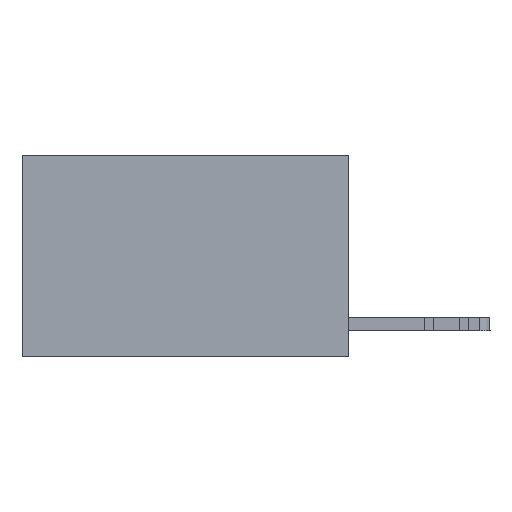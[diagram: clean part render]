
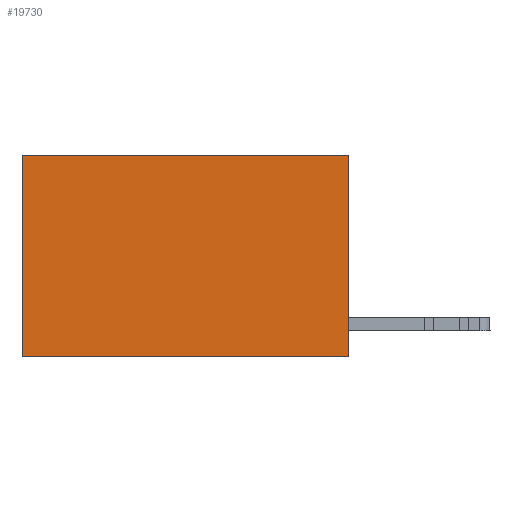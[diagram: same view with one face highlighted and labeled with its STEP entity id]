
A CAD part, left-side view. The second image highlights one B-rep face of the part: STEP entity #19730.
In plain terms, the highlighted planar face has unit normal (-1, 0, 0).
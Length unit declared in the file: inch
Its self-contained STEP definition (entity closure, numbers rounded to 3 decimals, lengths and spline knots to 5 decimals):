
#1079 = CARTESIAN_POINT ( 'NONE',  ( 0.2625, 0.6, -0.37 ) ) ;
#1171 = CARTESIAN_POINT ( 'NONE',  ( 0.2625, 0., 0. ) ) ;
#4147 = ORIENTED_EDGE ( 'NONE', *, *, #11725, .F. ) ;
#4296 = LINE ( 'NONE', #13011, #10512 ) ;
#5696 = ORIENTED_EDGE ( 'NONE', *, *, #14292, .F. ) ;
#7140 = VERTEX_POINT ( 'NONE', #14727 ) ;
#7623 = DIRECTION ( 'NONE',  ( 0., 0., -1. ) ) ;
#8159 = AXIS2_PLACEMENT_3D ( 'NONE', #19568, #10985, #12631 ) ;
#8393 = VERTEX_POINT ( 'NONE', #23559 ) ;
#8435 = DIRECTION ( 'NONE',  ( 0., 0., -1. ) ) ;
#10512 = VECTOR ( 'NONE', #24627, 39.37008 ) ;
#10985 = DIRECTION ( 'NONE',  ( 1., 0., 0. ) ) ;
#11725 = EDGE_CURVE ( 'NONE', #7140, #25454, #19660, .T. ) ;
#11752 = CARTESIAN_POINT ( 'NONE',  ( 0.2625, 0.6, 0. ) ) ;
#12084 = VECTOR ( 'NONE', #28146, 39.37008 ) ;
#12401 = LINE ( 'NONE', #1171, #12084 ) ;
#12456 = CARTESIAN_POINT ( 'NONE',  ( 0.2625, 0., -0.37 ) ) ;
#12631 = DIRECTION ( 'NONE',  ( 0., 0., -1. ) ) ;
#13011 = CARTESIAN_POINT ( 'NONE',  ( 0.2625, 0., -0.37 ) ) ;
#13640 = ORIENTED_EDGE ( 'NONE', *, *, #23436, .T. ) ;
#14292 = EDGE_CURVE ( 'NONE', #25454, #27948, #4296, .T. ) ;
#14727 = CARTESIAN_POINT ( 'NONE',  ( 0.2625, 0., 0. ) ) ;
#15136 = EDGE_LOOP ( 'NONE', ( #13640, #5696, #4147, #23818 ) ) ;
#15153 = VECTOR ( 'NONE', #8435, 39.37008 ) ;
#16263 = VECTOR ( 'NONE', #7623, 39.37008 ) ;
#17514 = FACE_OUTER_BOUND ( 'NONE', #15136, .T. ) ;
#17797 = PLANE ( 'NONE',  #8159 ) ;
#19568 = CARTESIAN_POINT ( 'NONE',  ( 0.2625, 0., 0. ) ) ;
#19660 = LINE ( 'NONE', #28760, #15153 ) ;
#19730 = ADVANCED_FACE ( 'NONE', ( #17514 ), #17797, .F. ) ;
#23436 = EDGE_CURVE ( 'NONE', #8393, #27948, #27799, .T. ) ;
#23559 = CARTESIAN_POINT ( 'NONE',  ( 0.2625, 0.6, 0. ) ) ;
#23818 = ORIENTED_EDGE ( 'NONE', *, *, #25699, .T. ) ;
#24627 = DIRECTION ( 'NONE',  ( 0., 1., 0. ) ) ;
#25454 = VERTEX_POINT ( 'NONE', #12456 ) ;
#25699 = EDGE_CURVE ( 'NONE', #7140, #8393, #12401, .T. ) ;
#27799 = LINE ( 'NONE', #11752, #16263 ) ;
#27948 = VERTEX_POINT ( 'NONE', #1079 ) ;
#28146 = DIRECTION ( 'NONE',  ( 0., 1., 0. ) ) ;
#28760 = CARTESIAN_POINT ( 'NONE',  ( 0.2625, 0., 0. ) ) ;
